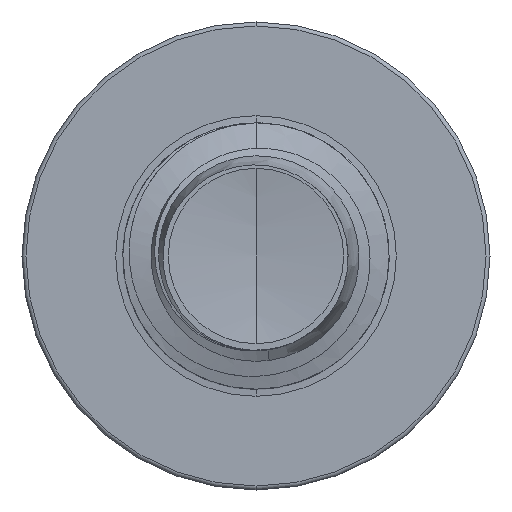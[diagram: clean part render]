
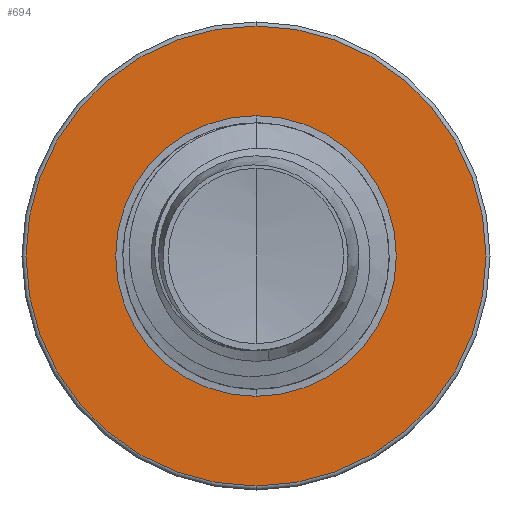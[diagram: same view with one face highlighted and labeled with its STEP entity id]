
A CAD part, front view. The second image highlights one B-rep face of the part: STEP entity #694.
In plain terms, the highlighted planar face has unit normal (0, -1, 0).
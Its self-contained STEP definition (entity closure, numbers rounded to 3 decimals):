
#654 = ORIENTED_EDGE ( 'NONE', *, *, #12686, .T. ) ;
#694 = ADVANCED_FACE ( 'NONE', ( #21310, #20902 ), #9878, .F. ) ;
#2150 = DIRECTION ( 'NONE',  ( 0., 1., 0. ) ) ;
#2339 = VERTEX_POINT ( 'NONE', #19320 ) ;
#2523 = CIRCLE ( 'NONE', #7680, 6.045 ) ;
#2927 = DIRECTION ( 'NONE',  ( 0., 1., 0. ) ) ;
#3457 = EDGE_CURVE ( 'NONE', #2339, #3466, #21169, .T. ) ;
#3466 = VERTEX_POINT ( 'NONE', #11294 ) ;
#3830 = CIRCLE ( 'NONE', #15794, 6.045 ) ;
#3880 = CARTESIAN_POINT ( 'NONE',  ( 0., 15., -3.689 ) ) ;
#4152 = DIRECTION ( 'NONE',  ( 0., 1., 0. ) ) ;
#5168 = CARTESIAN_POINT ( 'NONE',  ( 0., 15., 6.045 ) ) ;
#5681 = DIRECTION ( 'NONE',  ( 0., 1., 0. ) ) ;
#6295 = AXIS2_PLACEMENT_3D ( 'NONE', #18259, #7495, #20013 ) ;
#7495 = DIRECTION ( 'NONE',  ( 0., 1., 0. ) ) ;
#7680 = AXIS2_PLACEMENT_3D ( 'NONE', #16517, #5681, #18304 ) ;
#9399 = ORIENTED_EDGE ( 'NONE', *, *, #3457, .T. ) ;
#9878 = PLANE ( 'NONE',  #11220 ) ;
#10400 = AXIS2_PLACEMENT_3D ( 'NONE', #13113, #2150, #14911 ) ;
#10663 = EDGE_CURVE ( 'NONE', #14039, #22786, #2523, .T. ) ;
#11220 = AXIS2_PLACEMENT_3D ( 'NONE', #3880, #4152, #20735 ) ;
#11294 = CARTESIAN_POINT ( 'NONE',  ( 0., 15., -3.689 ) ) ;
#12686 = EDGE_CURVE ( 'NONE', #3466, #2339, #16185, .T. ) ;
#12966 = CARTESIAN_POINT ( 'NONE',  ( 0., 15., -6.045 ) ) ;
#13113 = CARTESIAN_POINT ( 'NONE',  ( 0., 15., 0. ) ) ;
#13874 = CARTESIAN_POINT ( 'NONE',  ( 0., 15., 0. ) ) ;
#14039 = VERTEX_POINT ( 'NONE', #5168 ) ;
#14911 = DIRECTION ( 'NONE',  ( 0., 0., 1. ) ) ;
#15655 = DIRECTION ( 'NONE',  ( 0., 0., 1. ) ) ;
#15794 = AXIS2_PLACEMENT_3D ( 'NONE', #13874, #2927, #15655 ) ;
#16185 = CIRCLE ( 'NONE', #6295, 3.689 ) ;
#16517 = CARTESIAN_POINT ( 'NONE',  ( 0., 15., 0. ) ) ;
#17701 = EDGE_LOOP ( 'NONE', ( #9399, #654 ) ) ;
#17787 = ORIENTED_EDGE ( 'NONE', *, *, #18534, .F. ) ;
#18259 = CARTESIAN_POINT ( 'NONE',  ( 0., 15., 0. ) ) ;
#18304 = DIRECTION ( 'NONE',  ( 0., 0., 1. ) ) ;
#18534 = EDGE_CURVE ( 'NONE', #22786, #14039, #3830, .T. ) ;
#19320 = CARTESIAN_POINT ( 'NONE',  ( 0., 15., 3.689 ) ) ;
#20013 = DIRECTION ( 'NONE',  ( 0., 0., 1. ) ) ;
#20735 = DIRECTION ( 'NONE',  ( 0., 0., 1. ) ) ;
#20902 = FACE_BOUND ( 'NONE', #17701, .T. ) ;
#21169 = CIRCLE ( 'NONE', #10400, 3.689 ) ;
#21209 = EDGE_LOOP ( 'NONE', ( #21857, #17787 ) ) ;
#21310 = FACE_OUTER_BOUND ( 'NONE', #21209, .T. ) ;
#21857 = ORIENTED_EDGE ( 'NONE', *, *, #10663, .F. ) ;
#22786 = VERTEX_POINT ( 'NONE', #12966 ) ;
